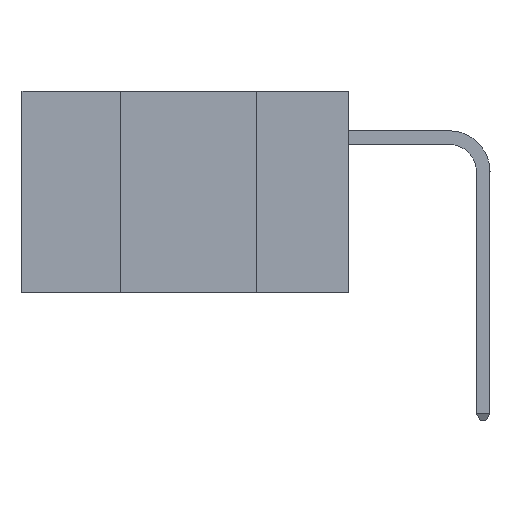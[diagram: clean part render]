
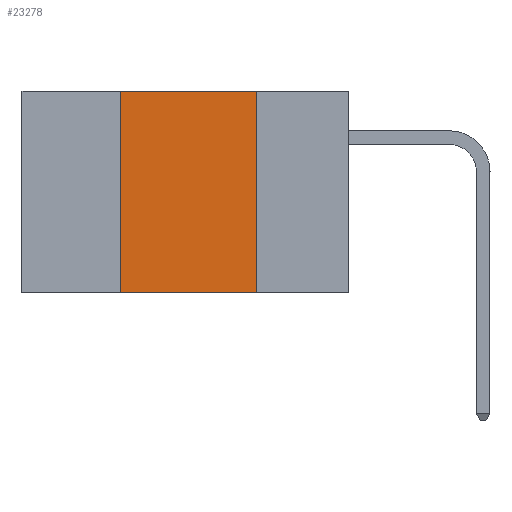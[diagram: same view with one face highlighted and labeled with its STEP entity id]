
A CAD part, left-side view. The second image highlights one B-rep face of the part: STEP entity #23278.
In plain terms, the highlighted planar face has unit normal (-1, 0, 0).
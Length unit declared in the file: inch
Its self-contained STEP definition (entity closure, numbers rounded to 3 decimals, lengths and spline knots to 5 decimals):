
#436 = ORIENTED_EDGE ( 'NONE', *, *, #10402, .F. ) ;
#1907 = ORIENTED_EDGE ( 'NONE', *, *, #3299, .F. ) ;
#2865 = CARTESIAN_POINT ( 'NONE',  ( 0., 0.6, 0. ) ) ;
#3284 = CARTESIAN_POINT ( 'NONE',  ( 0., 0.6, -0.37 ) ) ;
#3299 = EDGE_CURVE ( 'NONE', #13139, #3489, #11249, .T. ) ;
#3489 = VERTEX_POINT ( 'NONE', #26723 ) ;
#4803 = CARTESIAN_POINT ( 'NONE',  ( 0., 0.42, 0. ) ) ;
#5543 = DIRECTION ( 'NONE',  ( 1., 0., 0. ) ) ;
#7255 = DIRECTION ( 'NONE',  ( 0., 0., -1. ) ) ;
#7462 = DIRECTION ( 'NONE',  ( 0., 0., 1. ) ) ;
#8216 = LINE ( 'NONE', #3284, #28062 ) ;
#9281 = AXIS2_PLACEMENT_3D ( 'NONE', #2865, #5543, #23660 ) ;
#9404 = EDGE_CURVE ( 'NONE', #3489, #21776, #10414, .T. ) ;
#10402 = EDGE_CURVE ( 'NONE', #21776, #12911, #25741, .T. ) ;
#10414 = LINE ( 'NONE', #13340, #23314 ) ;
#11249 = LINE ( 'NONE', #4803, #24168 ) ;
#11979 = VECTOR ( 'NONE', #7255, 39.37008 ) ;
#12911 = VERTEX_POINT ( 'NONE', #31491 ) ;
#13139 = VERTEX_POINT ( 'NONE', #19455 ) ;
#13340 = CARTESIAN_POINT ( 'NONE',  ( 0., 0.6, 0. ) ) ;
#14697 = CARTESIAN_POINT ( 'NONE',  ( 0., 0.17, 0. ) ) ;
#17612 = EDGE_LOOP ( 'NONE', ( #436, #21977, #1907, #18402 ) ) ;
#18402 = ORIENTED_EDGE ( 'NONE', *, *, #32421, .T. ) ;
#19455 = CARTESIAN_POINT ( 'NONE',  ( 0., 0.42, -0.37 ) ) ;
#20126 = CARTESIAN_POINT ( 'NONE',  ( 0., 0.17, 0. ) ) ;
#21036 = PLANE ( 'NONE',  #9281 ) ;
#21466 = DIRECTION ( 'NONE',  ( 0., -1., 0. ) ) ;
#21776 = VERTEX_POINT ( 'NONE', #14697 ) ;
#21977 = ORIENTED_EDGE ( 'NONE', *, *, #9404, .F. ) ;
#23278 = ADVANCED_FACE ( 'NONE', ( #27217 ), #21036, .F. ) ;
#23314 = VECTOR ( 'NONE', #23626, 39.37008 ) ;
#23626 = DIRECTION ( 'NONE',  ( 0., -1., 0. ) ) ;
#23660 = DIRECTION ( 'NONE',  ( 0., 0., -1. ) ) ;
#24168 = VECTOR ( 'NONE', #7462, 39.37008 ) ;
#25741 = LINE ( 'NONE', #20126, #11979 ) ;
#26723 = CARTESIAN_POINT ( 'NONE',  ( 0., 0.42, 0. ) ) ;
#27217 = FACE_OUTER_BOUND ( 'NONE', #17612, .T. ) ;
#28062 = VECTOR ( 'NONE', #21466, 39.37008 ) ;
#31491 = CARTESIAN_POINT ( 'NONE',  ( 0., 0.17, -0.37 ) ) ;
#32421 = EDGE_CURVE ( 'NONE', #13139, #12911, #8216, .T. ) ;
